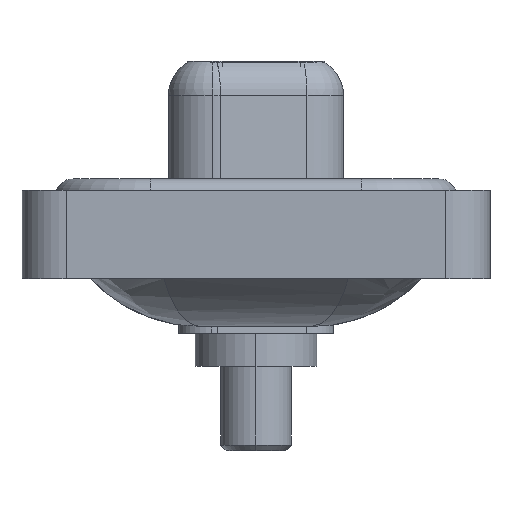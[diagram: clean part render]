
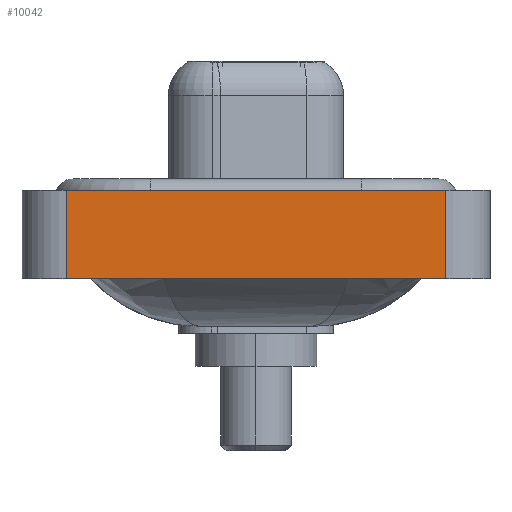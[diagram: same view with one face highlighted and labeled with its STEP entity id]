
A CAD part, left-side view. The second image highlights one B-rep face of the part: STEP entity #10042.
In plain terms, the highlighted planar face has unit normal (-1, 0, 0).
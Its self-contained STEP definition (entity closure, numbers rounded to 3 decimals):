
#183 = CARTESIAN_POINT ( 'NONE',  ( -7.35, -8.55, 0.4 ) ) ;
#364 = DIRECTION ( 'NONE',  ( 0., 0., 1. ) ) ;
#380 = VECTOR ( 'NONE', #15697, 1000. ) ;
#558 = DIRECTION ( 'NONE',  ( 0., -1., 0. ) ) ;
#608 = CARTESIAN_POINT ( 'NONE',  ( -7.35, 8.55, 0.4 ) ) ;
#927 = VERTEX_POINT ( 'NONE', #11249 ) ;
#1482 = LINE ( 'NONE', #6549, #9107 ) ;
#2201 = ORIENTED_EDGE ( 'NONE', *, *, #12742, .T. ) ;
#3716 = LINE ( 'NONE', #7650, #4788 ) ;
#3800 = DIRECTION ( 'NONE',  ( 0., 0., 1. ) ) ;
#3858 = VERTEX_POINT ( 'NONE', #608 ) ;
#4090 = AXIS2_PLACEMENT_3D ( 'NONE', #11689, #11779, #364 ) ;
#4246 = EDGE_CURVE ( 'NONE', #5495, #5825, #1482, .T. ) ;
#4788 = VECTOR ( 'NONE', #3800, 1000. ) ;
#5495 = VERTEX_POINT ( 'NONE', #12104 ) ;
#5764 = EDGE_CURVE ( 'NONE', #927, #3858, #3716, .T. ) ;
#5825 = VERTEX_POINT ( 'NONE', #183 ) ;
#5985 = EDGE_LOOP ( 'NONE', ( #15780, #15580, #11809, #2201 ) ) ;
#6549 = CARTESIAN_POINT ( 'NONE',  ( -7.35, -8.55, -3.6 ) ) ;
#6743 = PLANE ( 'NONE',  #4090 ) ;
#7650 = CARTESIAN_POINT ( 'NONE',  ( -7.35, 8.55, -3.6 ) ) ;
#8037 = LINE ( 'NONE', #8362, #380 ) ;
#8362 = CARTESIAN_POINT ( 'NONE',  ( -7.35, -8.55, 0.4 ) ) ;
#9107 = VECTOR ( 'NONE', #12986, 1000. ) ;
#9142 = FACE_OUTER_BOUND ( 'NONE', #5985, .T. ) ;
#10042 = ADVANCED_FACE ( 'NONE', ( #9142 ), #6743, .T. ) ;
#10678 = VECTOR ( 'NONE', #558, 1000. ) ;
#11034 = EDGE_CURVE ( 'NONE', #3858, #5825, #8037, .T. ) ;
#11249 = CARTESIAN_POINT ( 'NONE',  ( -7.35, 8.55, -3.6 ) ) ;
#11689 = CARTESIAN_POINT ( 'NONE',  ( -7.35, -8.55, -3.6 ) ) ;
#11779 = DIRECTION ( 'NONE',  ( -1., 0., 0. ) ) ;
#11809 = ORIENTED_EDGE ( 'NONE', *, *, #5764, .F. ) ;
#11885 = CARTESIAN_POINT ( 'NONE',  ( -7.35, -8.55, -3.6 ) ) ;
#12104 = CARTESIAN_POINT ( 'NONE',  ( -7.35, -8.55, -3.6 ) ) ;
#12742 = EDGE_CURVE ( 'NONE', #927, #5495, #14523, .T. ) ;
#12986 = DIRECTION ( 'NONE',  ( 0., 0., 1. ) ) ;
#14523 = LINE ( 'NONE', #11885, #10678 ) ;
#15580 = ORIENTED_EDGE ( 'NONE', *, *, #11034, .F. ) ;
#15697 = DIRECTION ( 'NONE',  ( 0., -1., 0. ) ) ;
#15780 = ORIENTED_EDGE ( 'NONE', *, *, #4246, .T. ) ;
